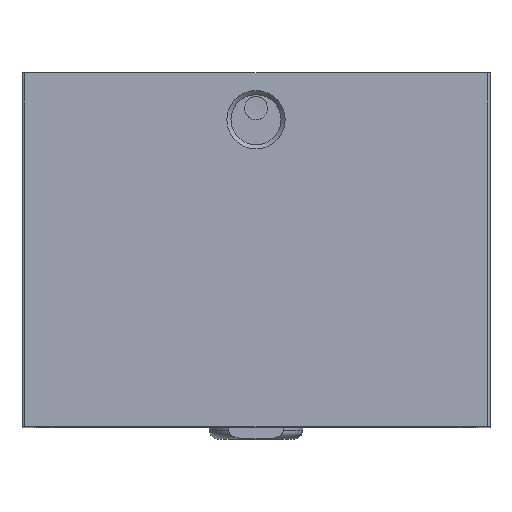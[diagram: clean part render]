
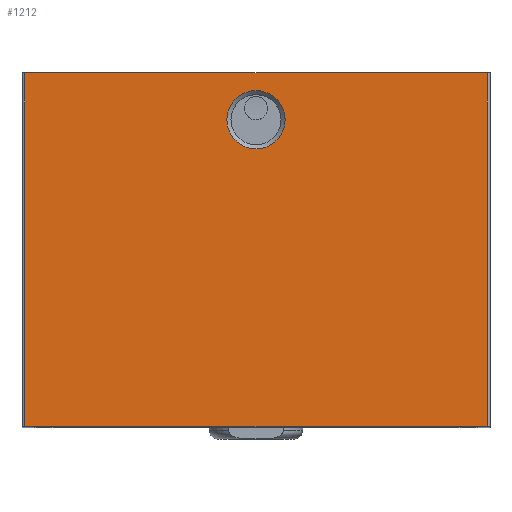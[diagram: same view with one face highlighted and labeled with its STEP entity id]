
A CAD part, top view. The second image highlights one B-rep face of the part: STEP entity #1212.
In plain terms, the highlighted planar face has unit normal (0, 0, 1).
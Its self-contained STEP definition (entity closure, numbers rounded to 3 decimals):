
#496=CARTESIAN_POINT('',(-39.5,30.25,42.5));
#497=VERTEX_POINT('',#496);
#505=CARTESIAN_POINT('',(39.5,30.25,42.5));
#506=VERTEX_POINT('',#505);
#507=CARTESIAN_POINT('',(39.5,30.25,42.5));
#508=DIRECTION('',(-1.0,0.0,0.0));
#509=VECTOR('',#508,79.0);
#510=LINE('',#507,#509);
#511=EDGE_CURVE('',#506,#497,#510,.T.);
#1055=CARTESIAN_POINT('',(-39.5,-30.25,42.5));
#1056=VERTEX_POINT('',#1055);
#1106=CARTESIAN_POINT('',(39.5,-30.25,42.5));
#1107=VERTEX_POINT('',#1106);
#1115=CARTESIAN_POINT('',(-39.5,-30.25,42.5));
#1116=DIRECTION('',(1.0,0.0,0.0));
#1117=VECTOR('',#1116,79.0);
#1118=LINE('',#1115,#1117);
#1119=EDGE_CURVE('',#1056,#1107,#1118,.T.);
#1156=CARTESIAN_POINT('',(4.983,22.25,42.5));
#1157=VERTEX_POINT('',#1156);
#1158=CARTESIAN_POINT('',(0.0,22.25,42.5));
#1159=DIRECTION('',(0.0,0.0,1.0));
#1160=DIRECTION('',(-1.0,0.0,0.0));
#1161=AXIS2_PLACEMENT_3D('',#1158,#1159,#1160);
#1162=CIRCLE('',#1161,4.983);
#1163=EDGE_CURVE('',#1157,#1157,#1162,.T.);
#1188=CARTESIAN_POINT('',(39.5,0.0,42.5));
#1189=DIRECTION('',(0.0,0.0,1.0));
#1190=DIRECTION('',(1.0,0.0,0.0));
#1191=AXIS2_PLACEMENT_3D('',#1188,#1189,#1190);
#1192=PLANE('',#1191);
#1193=ORIENTED_EDGE('',*,*,#511,.T.);
#1194=CARTESIAN_POINT('',(-39.5,30.25,42.5));
#1195=DIRECTION('',(0.0,-1.0,0.0));
#1196=VECTOR('',#1195,60.5);
#1197=LINE('',#1194,#1196);
#1198=EDGE_CURVE('',#497,#1056,#1197,.T.);
#1199=ORIENTED_EDGE('',*,*,#1198,.T.);
#1200=ORIENTED_EDGE('',*,*,#1119,.T.);
#1201=CARTESIAN_POINT('',(39.5,30.25,42.5));
#1202=DIRECTION('',(0.0,-1.0,0.0));
#1203=VECTOR('',#1202,60.5);
#1204=LINE('',#1201,#1203);
#1205=EDGE_CURVE('',#506,#1107,#1204,.T.);
#1206=ORIENTED_EDGE('',*,*,#1205,.F.);
#1207=EDGE_LOOP('',(#1193,#1199,#1200,#1206));
#1208=FACE_OUTER_BOUND('',#1207,.T.);
#1209=ORIENTED_EDGE('',*,*,#1163,.F.);
#1210=EDGE_LOOP('',(#1209));
#1211=FACE_BOUND('',#1210,.T.);
#1212=ADVANCED_FACE('',(#1208,#1211),#1192,.T.);
